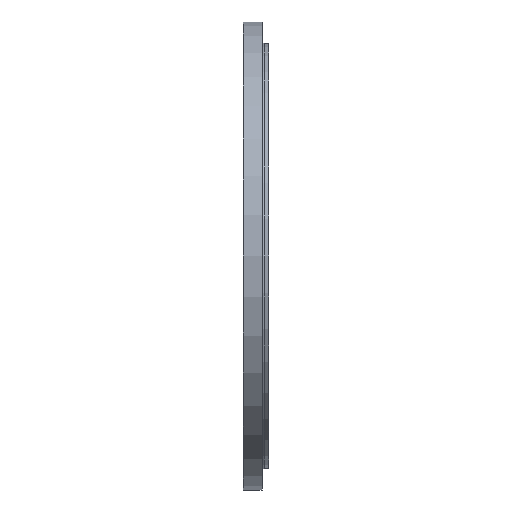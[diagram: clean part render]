
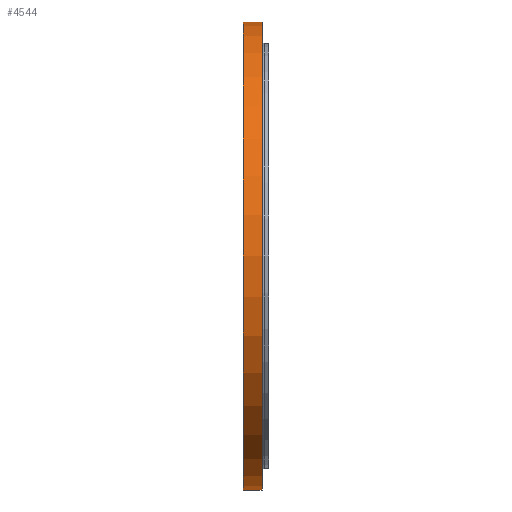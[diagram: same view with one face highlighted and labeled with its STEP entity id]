
A CAD part, front view. The second image highlights one B-rep face of the part: STEP entity #4544.
In plain terms, the highlighted cylindrical face has radius 1352.55 mm (diameter 2705.1 mm), a partial arc.
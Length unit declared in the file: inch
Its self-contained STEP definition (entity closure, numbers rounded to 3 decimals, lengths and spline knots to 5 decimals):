
#420 = AXIS2_PLACEMENT_3D ( 'NONE', #1228, #4611, #3278 ) ;
#468 = ORIENTED_EDGE ( 'NONE', *, *, #3362, .T. ) ;
#528 = LINE ( 'NONE', #2087, #1600 ) ;
#656 = EDGE_CURVE ( 'NONE', #3962, #3371, #528, .T. ) ;
#698 = DIRECTION ( 'NONE',  ( -1., 0., 0. ) ) ;
#1128 = DIRECTION ( 'NONE',  ( 0., 0., 1. ) ) ;
#1201 = DIRECTION ( 'NONE',  ( 0., 0., 1. ) ) ;
#1228 = CARTESIAN_POINT ( 'NONE',  ( 0., 0., 0. ) ) ;
#1502 = CARTESIAN_POINT ( 'NONE',  ( 4.11236, 0., 53.25 ) ) ;
#1600 = VECTOR ( 'NONE', #3442, 39.37008 ) ;
#1683 = CARTESIAN_POINT ( 'NONE',  ( 4.11236, 0., 0. ) ) ;
#1861 = ORIENTED_EDGE ( 'NONE', *, *, #3631, .F. ) ;
#2087 = CARTESIAN_POINT ( 'NONE',  ( 0., 0., 53.25 ) ) ;
#2478 = AXIS2_PLACEMENT_3D ( 'NONE', #1683, #3758, #1201 ) ;
#2530 = ORIENTED_EDGE ( 'NONE', *, *, #2762, .F. ) ;
#2540 = CYLINDRICAL_SURFACE ( 'NONE', #420, 53.25 ) ;
#2762 = EDGE_CURVE ( 'NONE', #4943, #3371, #4676, .T. ) ;
#2831 = VECTOR ( 'NONE', #4561, 39.37008 ) ;
#2861 = CARTESIAN_POINT ( 'NONE',  ( -0.13764, 0., -53.25 ) ) ;
#2984 = LINE ( 'NONE', #3316, #2831 ) ;
#3201 = CARTESIAN_POINT ( 'NONE',  ( -0.13764, 0., 0. ) ) ;
#3278 = DIRECTION ( 'NONE',  ( 0., 0., 1. ) ) ;
#3316 = CARTESIAN_POINT ( 'NONE',  ( 0., 0., -53.25 ) ) ;
#3362 = EDGE_CURVE ( 'NONE', #3720, #3962, #4506, .T. ) ;
#3371 = VERTEX_POINT ( 'NONE', #4606 ) ;
#3435 = AXIS2_PLACEMENT_3D ( 'NONE', #3201, #698, #1128 ) ;
#3442 = DIRECTION ( 'NONE',  ( -1., 0., 0. ) ) ;
#3462 = ORIENTED_EDGE ( 'NONE', *, *, #656, .T. ) ;
#3631 = EDGE_CURVE ( 'NONE', #3720, #4943, #2984, .T. ) ;
#3720 = VERTEX_POINT ( 'NONE', #5185 ) ;
#3758 = DIRECTION ( 'NONE',  ( -1., 0., 0. ) ) ;
#3761 = EDGE_LOOP ( 'NONE', ( #1861, #468, #3462, #2530 ) ) ;
#3962 = VERTEX_POINT ( 'NONE', #1502 ) ;
#4506 = CIRCLE ( 'NONE', #2478, 53.25 ) ;
#4544 = ADVANCED_FACE ( 'NONE', ( #4639 ), #2540, .T. ) ;
#4561 = DIRECTION ( 'NONE',  ( -1., 0., 0. ) ) ;
#4606 = CARTESIAN_POINT ( 'NONE',  ( -0.13764, 0., 53.25 ) ) ;
#4611 = DIRECTION ( 'NONE',  ( -1., 0., 0. ) ) ;
#4639 = FACE_OUTER_BOUND ( 'NONE', #3761, .T. ) ;
#4676 = CIRCLE ( 'NONE', #3435, 53.25 ) ;
#4943 = VERTEX_POINT ( 'NONE', #2861 ) ;
#5185 = CARTESIAN_POINT ( 'NONE',  ( 4.11236, 0., -53.25 ) ) ;
